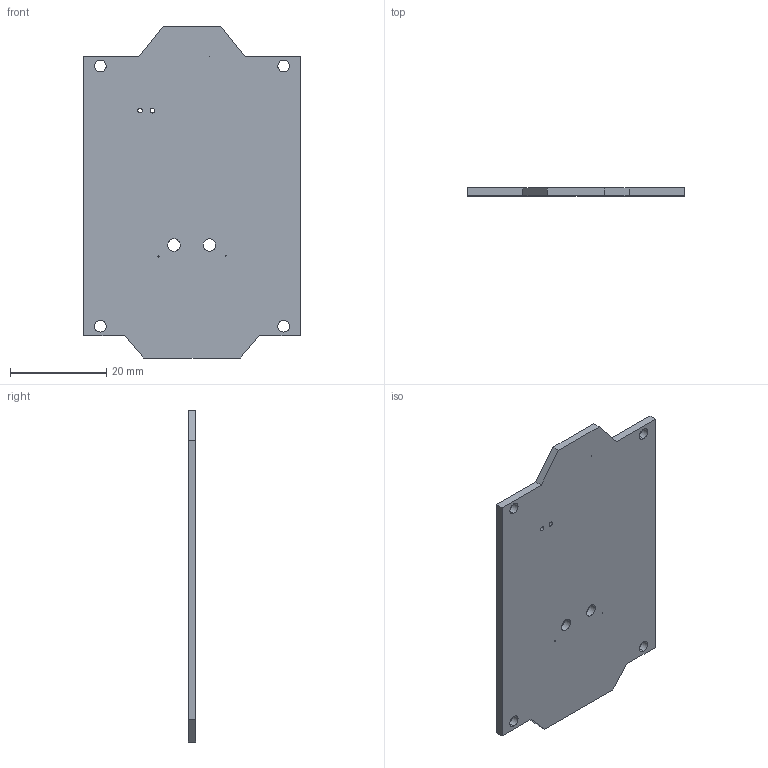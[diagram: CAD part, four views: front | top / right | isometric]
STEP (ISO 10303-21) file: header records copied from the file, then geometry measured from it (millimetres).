
FILE_DESCRIPTION (( 'STEP AP214' ), '1' );
FILE_NAME ('readyPCB.STEP', '2019-04-22T19:30:45', ( '' ), ( '' ), 'SwSTEP 2.0', 'SolidWorks 2017', '' );
FILE_SCHEMA (( 'AUTOMOTIVE_DESIGN' ));
Length unit declared in the file: millimetre
Products named in the file (1): readyPCB
Bounding box: 45 x 1.6 x 68.88 mm (x, y, z)
Volume: 4475 mm3; surface area: 6026.7 mm2
Topology: 1 solids, 1 shells, 36 faces, 102 edges, 68 vertices
Faces by surface type: cylinder 22, plane 14
Entity records: 1653 total; most frequent: DIRECTION 220, CARTESIAN_POINT 207, ORIENTED_EDGE 204, EDGE_CURVE 102, AXIS2_PLACEMENT_3D 81, VERTEX_POINT 68, LINE 58, EDGE_LOOP 58
